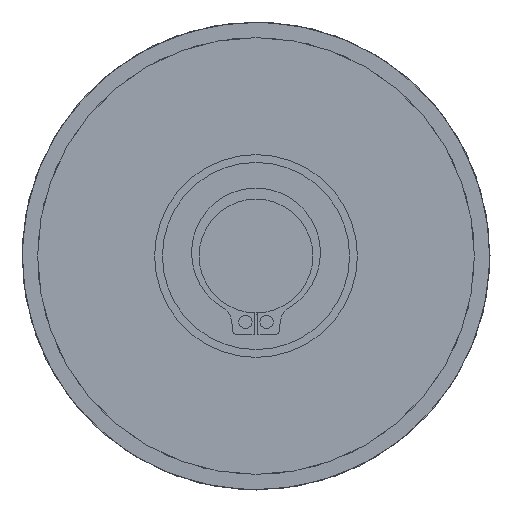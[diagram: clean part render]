
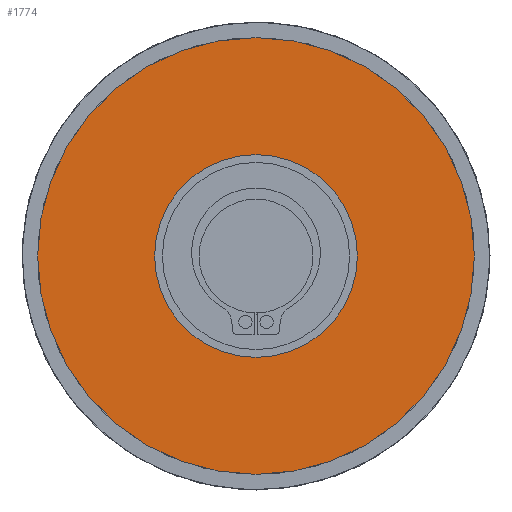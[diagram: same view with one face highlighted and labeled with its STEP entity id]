
A CAD part, front view. The second image highlights one B-rep face of the part: STEP entity #1774.
In plain terms, the highlighted face is planar.
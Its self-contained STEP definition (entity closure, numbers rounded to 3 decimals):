
#1771 = EDGE_CURVE ( 'NONE', #1828, #1827, #3204, .T. ) ;
#1774 = ADVANCED_FACE ( 'NONE', ( #3205, #3199 ), #3198, .F. ) ;
#1775 = EDGE_LOOP ( 'NONE', ( #1776, #1777 ) ) ;
#1776 = ORIENTED_EDGE ( 'NONE', *, *, #1863, .F. ) ;
#1777 = ORIENTED_EDGE ( 'NONE', *, *, #1783, .F. ) ;
#1778 = EDGE_LOOP ( 'NONE', ( #1784, #1785 ) ) ;
#1783 = EDGE_CURVE ( 'NONE', #1865, #1864, #3191, .T. ) ;
#1784 = ORIENTED_EDGE ( 'NONE', *, *, #1771, .T. ) ;
#1785 = ORIENTED_EDGE ( 'NONE', *, *, #1826, .T. ) ;
#1826 = EDGE_CURVE ( 'NONE', #1827, #1828, #3296, .T. ) ;
#1827 = VERTEX_POINT ( 'NONE', #3292 ) ;
#1828 = VERTEX_POINT ( 'NONE', #3291 ) ;
#1863 = EDGE_CURVE ( 'NONE', #1864, #1865, #3366, .T. ) ;
#1864 = VERTEX_POINT ( 'NONE', #3361 ) ;
#1865 = VERTEX_POINT ( 'NONE', #3360 ) ;
#3183 = DIRECTION ( 'NONE',  ( -1., 0., 0. ) ) ;
#3184 = DIRECTION ( 'NONE',  ( 0., 0., -1. ) ) ;
#3185 = CARTESIAN_POINT ( 'NONE',  ( 0., 0., 0. ) ) ;
#3186 = AXIS2_PLACEMENT_3D ( 'NONE', #3185, #3184, #3183 ) ;
#3191 = CIRCLE ( 'NONE', #3186, 28. ) ;
#3194 = DIRECTION ( 'NONE',  ( -1., 0., 0. ) ) ;
#3195 = DIRECTION ( 'NONE',  ( 0., 0., -1. ) ) ;
#3196 = CARTESIAN_POINT ( 'NONE',  ( 13., 0., 0. ) ) ;
#3197 = AXIS2_PLACEMENT_3D ( 'NONE', #3196, #3195, #3194 ) ;
#3198 = PLANE ( 'NONE',  #3197 ) ;
#3199 = FACE_BOUND ( 'NONE', #1778, .T. ) ;
#3200 = DIRECTION ( 'NONE',  ( -1., 0., 0. ) ) ;
#3201 = DIRECTION ( 'NONE',  ( 0., 0., -1. ) ) ;
#3202 = CARTESIAN_POINT ( 'NONE',  ( 0., 0., 0. ) ) ;
#3203 = AXIS2_PLACEMENT_3D ( 'NONE', #3202, #3201, #3200 ) ;
#3204 = CIRCLE ( 'NONE', #3203, 13. ) ;
#3205 = FACE_OUTER_BOUND ( 'NONE', #1775, .T. ) ;
#3291 = CARTESIAN_POINT ( 'NONE',  ( -13., 0., 0. ) ) ;
#3292 = CARTESIAN_POINT ( 'NONE',  ( 13., 0., 0. ) ) ;
#3293 = DIRECTION ( 'NONE',  ( -1., 0., 0. ) ) ;
#3294 = DIRECTION ( 'NONE',  ( 0., 0., -1. ) ) ;
#3295 = AXIS2_PLACEMENT_3D ( 'NONE', #3300, #3294, #3293 ) ;
#3296 = CIRCLE ( 'NONE', #3295, 13. ) ;
#3300 = CARTESIAN_POINT ( 'NONE',  ( 0., 0., 0. ) ) ;
#3360 = CARTESIAN_POINT ( 'NONE',  ( 28., 0., 0. ) ) ;
#3361 = CARTESIAN_POINT ( 'NONE',  ( -28., 0., 0. ) ) ;
#3362 = DIRECTION ( 'NONE',  ( -1., 0., 0. ) ) ;
#3363 = DIRECTION ( 'NONE',  ( 0., 0., -1. ) ) ;
#3364 = CARTESIAN_POINT ( 'NONE',  ( 0., 0., 0. ) ) ;
#3365 = AXIS2_PLACEMENT_3D ( 'NONE', #3364, #3363, #3362 ) ;
#3366 = CIRCLE ( 'NONE', #3365, 28. ) ;
